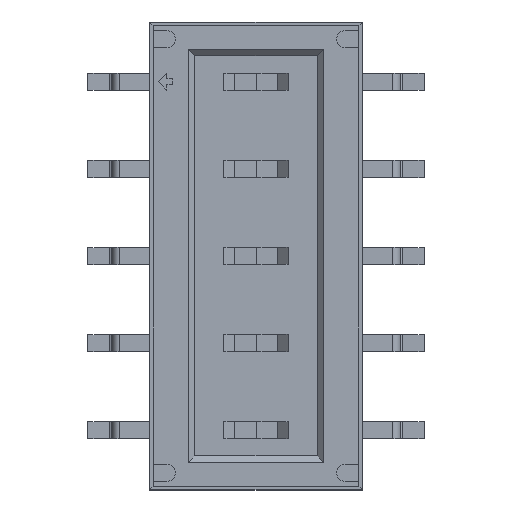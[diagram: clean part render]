
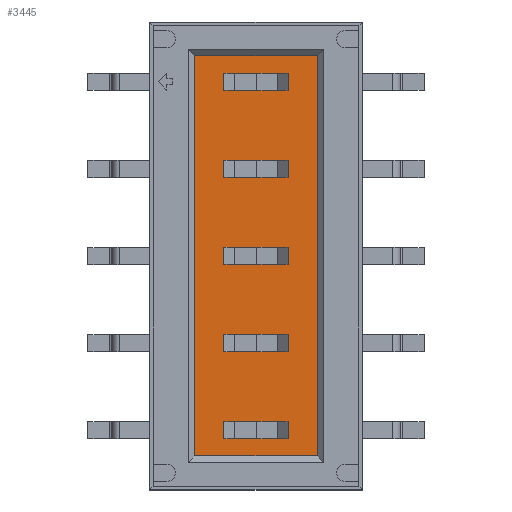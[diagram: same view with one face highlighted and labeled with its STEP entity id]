
A CAD part, top view. The second image highlights one B-rep face of the part: STEP entity #3445.
In plain terms, the highlighted planar face has unit normal (0, 0, 1).
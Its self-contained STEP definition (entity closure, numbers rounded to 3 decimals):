
#13=DIRECTION('',(0.,0.,1.));
#27=VECTOR('',#28,1.);
#28=DIRECTION('',(0.,1.,0.));
#51=VECTOR('',#52,1.);
#52=DIRECTION('',(-1.,0.,0.));
#58=VECTOR('',#59,1.);
#59=DIRECTION('',(0.,-1.,0.));
#63=VECTOR('',#64,1.);
#64=DIRECTION('',(1.,0.,0.));
#3368=VERTEX_POINT('',#3369);
#3369=CARTESIAN_POINT('',(-1.785,5.83,2.9));
#3376=VERTEX_POINT('',#3377);
#3377=CARTESIAN_POINT('',(-1.785,-5.83,2.9));
#3383=EDGE_CURVE('',#3368,#3376,#3384,.T.);
#3384=LINE('',#3385,#58);
#3385=CARTESIAN_POINT('',(-1.785,6.02,2.9));
#3395=VERTEX_POINT('',#3396);
#3396=CARTESIAN_POINT('',(1.785,5.83,2.9));
#3403=EDGE_CURVE('',#3395,#3368,#3404,.T.);
#3404=LINE('',#3405,#51);
#3405=CARTESIAN_POINT('',(1.975,5.83,2.9));
#3417=VERTEX_POINT('',#3418);
#3418=CARTESIAN_POINT('',(1.785,-5.83,2.9));
#3424=EDGE_CURVE('',#3376,#3417,#3425,.T.);
#3425=LINE('',#3426,#63);
#3426=CARTESIAN_POINT('',(-1.975,-5.83,2.9));
#3438=EDGE_CURVE('',#3417,#3395,#3439,.T.);
#3439=LINE('',#3440,#27);
#3440=CARTESIAN_POINT('',(1.785,-6.02,2.9));
#3445=ADVANCED_FACE('',(#3446,#3452,#3496,#3538,#3580,#3622),#3664,.T.);
#3446=FACE_BOUND('',#3447,.T.);
#3447=EDGE_LOOP('',(#3448,#3449,#3450,#3451));
#3448=ORIENTED_EDGE('',*,*,#3438,.T.);
#3449=ORIENTED_EDGE('',*,*,#3403,.T.);
#3450=ORIENTED_EDGE('',*,*,#3383,.T.);
#3451=ORIENTED_EDGE('',*,*,#3424,.T.);
#3452=FACE_BOUND('',#3453,.T.);
#3453=EDGE_LOOP('',(#3454,#3462,#3470,#3476,#3480,#3484,#3490,#3494));
#3454=ORIENTED_EDGE('',*,*,#3455,.F.);
#3455=EDGE_CURVE('',#3456,#3458,#3460,.T.);
#3456=VERTEX_POINT('',#3457);
#3457=CARTESIAN_POINT('',(0.935,0.25,2.9));
#3458=VERTEX_POINT('',#3459);
#3459=CARTESIAN_POINT('',(0.625,0.25,2.9));
#3460=LINE('',#3461,#51);
#3461=CARTESIAN_POINT('',(0.563,0.25,2.9));
#3462=ORIENTED_EDGE('',*,*,#3463,.F.);
#3463=EDGE_CURVE('',#3464,#3456,#3466,.T.);
#3464=VERTEX_POINT('',#3465);
#3465=CARTESIAN_POINT('',(0.935,-0.25,2.9));
#3466=LINE('',#3467,#3468);
#3467=CARTESIAN_POINT('',(0.935,-0.125,2.9));
#3468=VECTOR('',#3469,1.);
#3469=DIRECTION('',(0.,1.,0.));
#3470=ORIENTED_EDGE('',*,*,#3471,.F.);
#3471=EDGE_CURVE('',#3472,#3464,#3474,.T.);
#3472=VERTEX_POINT('',#3473);
#3473=CARTESIAN_POINT('',(0.625,-0.25,2.9));
#3474=LINE('',#3475,#63);
#3475=CARTESIAN_POINT('',(-0.563,-0.25,2.9));
#3476=ORIENTED_EDGE('',*,*,#3477,.F.);
#3477=EDGE_CURVE('',#3478,#3472,#3474,.T.);
#3478=VERTEX_POINT('',#3479);
#3479=CARTESIAN_POINT('',(0.025,-0.25,2.9));
#3480=ORIENTED_EDGE('',*,*,#3481,.F.);
#3481=EDGE_CURVE('',#3482,#3478,#3474,.T.);
#3482=VERTEX_POINT('',#3483);
#3483=CARTESIAN_POINT('',(-0.935,-0.25,2.9));
#3484=ORIENTED_EDGE('',*,*,#3485,.T.);
#3485=EDGE_CURVE('',#3482,#3486,#3488,.T.);
#3486=VERTEX_POINT('',#3487);
#3487=CARTESIAN_POINT('',(-0.935,0.25,2.9));
#3488=LINE('',#3489,#3468);
#3489=CARTESIAN_POINT('',(-0.935,0.125,2.9));
#3490=ORIENTED_EDGE('',*,*,#3491,.F.);
#3491=EDGE_CURVE('',#3492,#3486,#3460,.T.);
#3492=VERTEX_POINT('',#3493);
#3493=CARTESIAN_POINT('',(0.025,0.25,2.9));
#3494=ORIENTED_EDGE('',*,*,#3495,.F.);
#3495=EDGE_CURVE('',#3458,#3492,#3460,.T.);
#3496=FACE_BOUND('',#3497,.T.);
#3497=EDGE_LOOP('',(#3498,#3506,#3512,#3518,#3522,#3526,#3532,#3536));
#3498=ORIENTED_EDGE('',*,*,#3499,.F.);
#3499=EDGE_CURVE('',#3500,#3502,#3504,.T.);
#3500=VERTEX_POINT('',#3501);
#3501=CARTESIAN_POINT('',(0.935,-2.29,2.9));
#3502=VERTEX_POINT('',#3503);
#3503=CARTESIAN_POINT('',(0.625,-2.29,2.9));
#3504=LINE('',#3505,#51);
#3505=CARTESIAN_POINT('',(0.563,-2.29,2.9));
#3506=ORIENTED_EDGE('',*,*,#3507,.F.);
#3507=EDGE_CURVE('',#3508,#3500,#3510,.T.);
#3508=VERTEX_POINT('',#3509);
#3509=CARTESIAN_POINT('',(0.935,-2.79,2.9));
#3510=LINE('',#3511,#3468);
#3511=CARTESIAN_POINT('',(0.935,-1.395,2.9));
#3512=ORIENTED_EDGE('',*,*,#3513,.F.);
#3513=EDGE_CURVE('',#3514,#3508,#3516,.T.);
#3514=VERTEX_POINT('',#3515);
#3515=CARTESIAN_POINT('',(0.625,-2.79,2.9));
#3516=LINE('',#3517,#63);
#3517=CARTESIAN_POINT('',(-0.563,-2.79,2.9));
#3518=ORIENTED_EDGE('',*,*,#3519,.F.);
#3519=EDGE_CURVE('',#3520,#3514,#3516,.T.);
#3520=VERTEX_POINT('',#3521);
#3521=CARTESIAN_POINT('',(0.025,-2.79,2.9));
#3522=ORIENTED_EDGE('',*,*,#3523,.F.);
#3523=EDGE_CURVE('',#3524,#3520,#3516,.T.);
#3524=VERTEX_POINT('',#3525);
#3525=CARTESIAN_POINT('',(-0.935,-2.79,2.9));
#3526=ORIENTED_EDGE('',*,*,#3527,.T.);
#3527=EDGE_CURVE('',#3524,#3528,#3530,.T.);
#3528=VERTEX_POINT('',#3529);
#3529=CARTESIAN_POINT('',(-0.935,-2.29,2.9));
#3530=LINE('',#3531,#3468);
#3531=CARTESIAN_POINT('',(-0.935,-1.145,2.9));
#3532=ORIENTED_EDGE('',*,*,#3533,.F.);
#3533=EDGE_CURVE('',#3534,#3528,#3504,.T.);
#3534=VERTEX_POINT('',#3535);
#3535=CARTESIAN_POINT('',(0.025,-2.29,2.9));
#3536=ORIENTED_EDGE('',*,*,#3537,.F.);
#3537=EDGE_CURVE('',#3502,#3534,#3504,.T.);
#3538=FACE_BOUND('',#3539,.T.);
#3539=EDGE_LOOP('',(#3540,#3548,#3554,#3560,#3564,#3568,#3574,#3578));
#3540=ORIENTED_EDGE('',*,*,#3541,.F.);
#3541=EDGE_CURVE('',#3542,#3544,#3546,.T.);
#3542=VERTEX_POINT('',#3543);
#3543=CARTESIAN_POINT('',(-0.935,-5.33,2.9));
#3544=VERTEX_POINT('',#3545);
#3545=CARTESIAN_POINT('',(0.025,-5.33,2.9));
#3546=LINE('',#3547,#63);
#3547=CARTESIAN_POINT('',(-0.563,-5.33,2.9));
#3548=ORIENTED_EDGE('',*,*,#3549,.T.);
#3549=EDGE_CURVE('',#3542,#3550,#3552,.T.);
#3550=VERTEX_POINT('',#3551);
#3551=CARTESIAN_POINT('',(-0.935,-4.83,2.9));
#3552=LINE('',#3553,#3468);
#3553=CARTESIAN_POINT('',(-0.935,-2.415,2.9));
#3554=ORIENTED_EDGE('',*,*,#3555,.F.);
#3555=EDGE_CURVE('',#3556,#3550,#3558,.T.);
#3556=VERTEX_POINT('',#3557);
#3557=CARTESIAN_POINT('',(0.025,-4.83,2.9));
#3558=LINE('',#3559,#51);
#3559=CARTESIAN_POINT('',(0.563,-4.83,2.9));
#3560=ORIENTED_EDGE('',*,*,#3561,.F.);
#3561=EDGE_CURVE('',#3562,#3556,#3558,.T.);
#3562=VERTEX_POINT('',#3563);
#3563=CARTESIAN_POINT('',(0.625,-4.83,2.9));
#3564=ORIENTED_EDGE('',*,*,#3565,.F.);
#3565=EDGE_CURVE('',#3566,#3562,#3558,.T.);
#3566=VERTEX_POINT('',#3567);
#3567=CARTESIAN_POINT('',(0.935,-4.83,2.9));
#3568=ORIENTED_EDGE('',*,*,#3569,.F.);
#3569=EDGE_CURVE('',#3570,#3566,#3572,.T.);
#3570=VERTEX_POINT('',#3571);
#3571=CARTESIAN_POINT('',(0.935,-5.33,2.9));
#3572=LINE('',#3573,#3468);
#3573=CARTESIAN_POINT('',(0.935,-2.665,2.9));
#3574=ORIENTED_EDGE('',*,*,#3575,.F.);
#3575=EDGE_CURVE('',#3576,#3570,#3546,.T.);
#3576=VERTEX_POINT('',#3577);
#3577=CARTESIAN_POINT('',(0.625,-5.33,2.9));
#3578=ORIENTED_EDGE('',*,*,#3579,.F.);
#3579=EDGE_CURVE('',#3544,#3576,#3546,.T.);
#3580=FACE_BOUND('',#3581,.T.);
#3581=EDGE_LOOP('',(#3582,#3590,#3596,#3602,#3606,#3610,#3616,#3620));
#3582=ORIENTED_EDGE('',*,*,#3583,.F.);
#3583=EDGE_CURVE('',#3584,#3586,#3588,.T.);
#3584=VERTEX_POINT('',#3585);
#3585=CARTESIAN_POINT('',(0.935,2.79,2.9));
#3586=VERTEX_POINT('',#3587);
#3587=CARTESIAN_POINT('',(0.625,2.79,2.9));
#3588=LINE('',#3589,#51);
#3589=CARTESIAN_POINT('',(0.563,2.79,2.9));
#3590=ORIENTED_EDGE('',*,*,#3591,.F.);
#3591=EDGE_CURVE('',#3592,#3584,#3594,.T.);
#3592=VERTEX_POINT('',#3593);
#3593=CARTESIAN_POINT('',(0.935,2.29,2.9));
#3594=LINE('',#3595,#3468);
#3595=CARTESIAN_POINT('',(0.935,1.145,2.9));
#3596=ORIENTED_EDGE('',*,*,#3597,.F.);
#3597=EDGE_CURVE('',#3598,#3592,#3600,.T.);
#3598=VERTEX_POINT('',#3599);
#3599=CARTESIAN_POINT('',(0.625,2.29,2.9));
#3600=LINE('',#3601,#63);
#3601=CARTESIAN_POINT('',(-0.563,2.29,2.9));
#3602=ORIENTED_EDGE('',*,*,#3603,.F.);
#3603=EDGE_CURVE('',#3604,#3598,#3600,.T.);
#3604=VERTEX_POINT('',#3605);
#3605=CARTESIAN_POINT('',(0.025,2.29,2.9));
#3606=ORIENTED_EDGE('',*,*,#3607,.F.);
#3607=EDGE_CURVE('',#3608,#3604,#3600,.T.);
#3608=VERTEX_POINT('',#3609);
#3609=CARTESIAN_POINT('',(-0.935,2.29,2.9));
#3610=ORIENTED_EDGE('',*,*,#3611,.T.);
#3611=EDGE_CURVE('',#3608,#3612,#3614,.T.);
#3612=VERTEX_POINT('',#3613);
#3613=CARTESIAN_POINT('',(-0.935,2.79,2.9));
#3614=LINE('',#3615,#3468);
#3615=CARTESIAN_POINT('',(-0.935,1.395,2.9));
#3616=ORIENTED_EDGE('',*,*,#3617,.F.);
#3617=EDGE_CURVE('',#3618,#3612,#3588,.T.);
#3618=VERTEX_POINT('',#3619);
#3619=CARTESIAN_POINT('',(0.025,2.79,2.9));
#3620=ORIENTED_EDGE('',*,*,#3621,.F.);
#3621=EDGE_CURVE('',#3586,#3618,#3588,.T.);
#3622=FACE_BOUND('',#3623,.T.);
#3623=EDGE_LOOP('',(#3624,#3632,#3638,#3644,#3648,#3652,#3658,#3662));
#3624=ORIENTED_EDGE('',*,*,#3625,.F.);
#3625=EDGE_CURVE('',#3626,#3628,#3630,.T.);
#3626=VERTEX_POINT('',#3627);
#3627=CARTESIAN_POINT('',(-0.935,4.83,2.9));
#3628=VERTEX_POINT('',#3629);
#3629=CARTESIAN_POINT('',(0.025,4.83,2.9));
#3630=LINE('',#3631,#63);
#3631=CARTESIAN_POINT('',(-0.563,4.83,2.9));
#3632=ORIENTED_EDGE('',*,*,#3633,.T.);
#3633=EDGE_CURVE('',#3626,#3634,#3636,.T.);
#3634=VERTEX_POINT('',#3635);
#3635=CARTESIAN_POINT('',(-0.935,5.33,2.9));
#3636=LINE('',#3637,#3468);
#3637=CARTESIAN_POINT('',(-0.935,2.665,2.9));
#3638=ORIENTED_EDGE('',*,*,#3639,.F.);
#3639=EDGE_CURVE('',#3640,#3634,#3642,.T.);
#3640=VERTEX_POINT('',#3641);
#3641=CARTESIAN_POINT('',(0.025,5.33,2.9));
#3642=LINE('',#3643,#51);
#3643=CARTESIAN_POINT('',(0.563,5.33,2.9));
#3644=ORIENTED_EDGE('',*,*,#3645,.F.);
#3645=EDGE_CURVE('',#3646,#3640,#3642,.T.);
#3646=VERTEX_POINT('',#3647);
#3647=CARTESIAN_POINT('',(0.625,5.33,2.9));
#3648=ORIENTED_EDGE('',*,*,#3649,.F.);
#3649=EDGE_CURVE('',#3650,#3646,#3642,.T.);
#3650=VERTEX_POINT('',#3651);
#3651=CARTESIAN_POINT('',(0.935,5.33,2.9));
#3652=ORIENTED_EDGE('',*,*,#3653,.F.);
#3653=EDGE_CURVE('',#3654,#3650,#3656,.T.);
#3654=VERTEX_POINT('',#3655);
#3655=CARTESIAN_POINT('',(0.935,4.83,2.9));
#3656=LINE('',#3657,#3468);
#3657=CARTESIAN_POINT('',(0.935,2.415,2.9));
#3658=ORIENTED_EDGE('',*,*,#3659,.F.);
#3659=EDGE_CURVE('',#3660,#3654,#3630,.T.);
#3660=VERTEX_POINT('',#3661);
#3661=CARTESIAN_POINT('',(0.625,4.83,2.9));
#3662=ORIENTED_EDGE('',*,*,#3663,.F.);
#3663=EDGE_CURVE('',#3628,#3660,#3630,.T.);
#3664=PLANE('',#3665);
#3665=AXIS2_PLACEMENT_3D('',#3666,#13,#28);
#3666=CARTESIAN_POINT('',(0.,0.,2.9));
